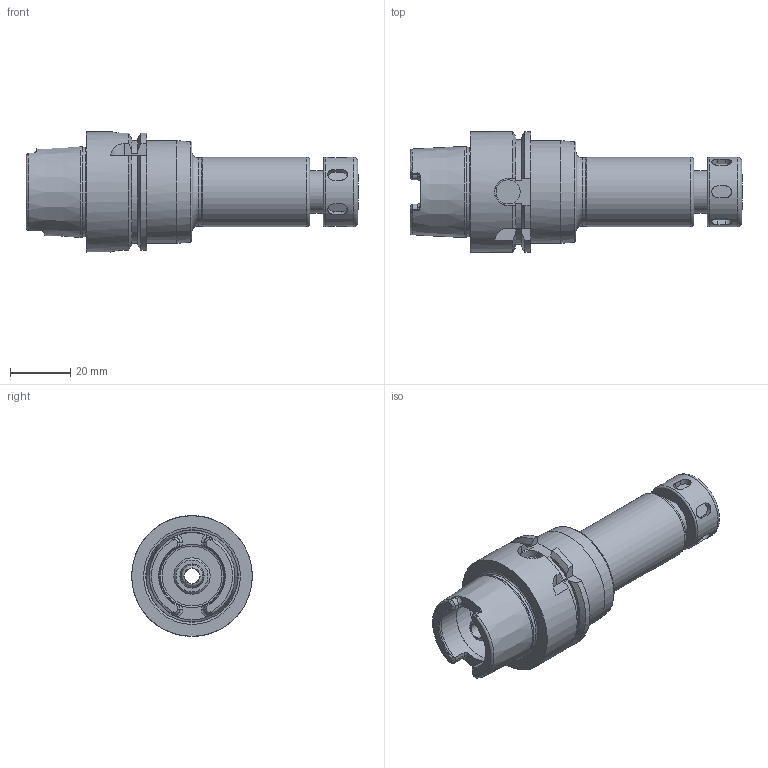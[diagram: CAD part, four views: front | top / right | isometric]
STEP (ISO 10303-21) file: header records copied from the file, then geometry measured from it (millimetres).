
FILE_DESCRIPTION((''),'2;1');
FILE_NAME('538013007090-3D.stp','2020-01-09T11:24:31',('nttooll'),(''),'Autodesk Inventor 2012','Autodesk Inventor 2012','');
FILE_SCHEMA(('AUTOMOTIVE_DESIGN { 1 0 10303 214 1 1 1 1 }'));
Length unit declared in the file: millimetre
Products named in the file (1): 538013007090-3D
Bounding box: 110 x 40 x 40 mm (x, y, z)
Volume: 56338.3 mm3; surface area: 18496 mm2
Topology: 1 solids, 1 shells, 194 faces, 445 edges, 276 vertices
Faces by surface type: plane 82, cylinder 59, cone 31, torus 22
Full cylindrical faces by diameter (mm): 5 x1, 5.103 x1, 6.5 x1, 7.3 x1, 7.5 x1, 8 x3, 8.5 x1, 8.79 x1, 9.7 x1, 12 x1, 12.1 x1, 14 x2, 17 x1, 21 x1, 21.8 x1, 22.6 x1, 23 x2, 25.5 x1, 29.8 x1, 34 x1, 40 x1
Entity records: 5495 total; most frequent: CARTESIAN_POINT 1312, DIRECTION 889, ORIENTED_EDGE 774, EDGE_CURVE 387, AXIS2_PLACEMENT_3D 363, EDGE_LOOP 273, VERTEX_POINT 272, FACE_OUTER_BOUND 194
